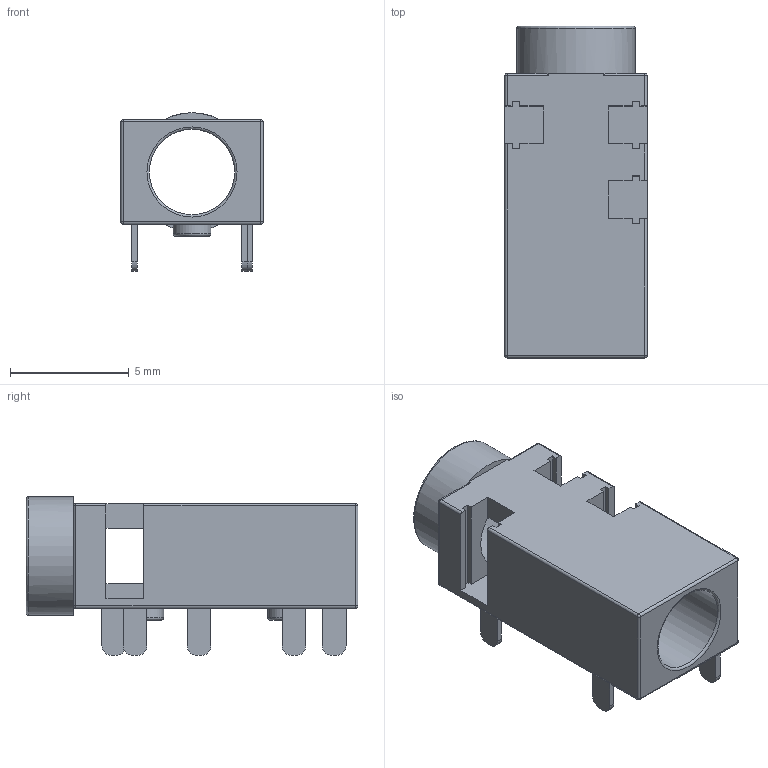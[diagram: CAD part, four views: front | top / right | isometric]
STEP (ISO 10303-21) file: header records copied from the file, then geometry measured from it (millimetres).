
FILE_DESCRIPTION(('FreeCAD Model'),'2;1');
FILE_NAME('Open CASCADE Shape Model','2021-08-12T17:36:18',( 'kicad StepUp'),('ksu MCAD'),'Open CASCADE STEP processor 7.5', 'FreeCAD','Unknown');
FILE_SCHEMA(('AUTOMOTIVE_DESIGN { 1 0 10303 214 1 1 1 1 }'));
Length unit declared in the file: millimetre
Products named in the file (1): Shape
Bounding box: 6 x 14 x 6.69 mm (x, y, z)
Volume: 189.6 mm3; surface area: 518.7 mm2
Topology: 1 solids, 1 shells, 120 faces, 324 edges, 201 vertices
Faces by surface type: plane 76, cylinder 31, sphere 8, torus 5
Full cylindrical faces by diameter (mm): 1.6 x2, 3.6 x1, 5 x1
Entity records: 4600 total; most frequent: CARTESIAN_POINT 698, DIRECTION 634, ORIENTED_EDGE 632, EDGE_CURVE 316, LINE 232, VECTOR 232, AXIS2_PLACEMENT_3D 201, VERTEX_POINT 201
